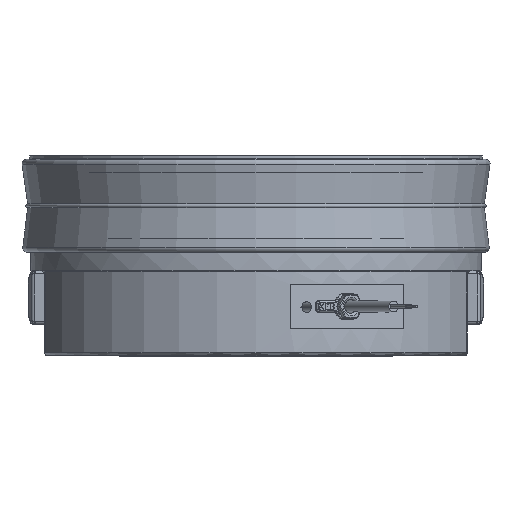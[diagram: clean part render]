
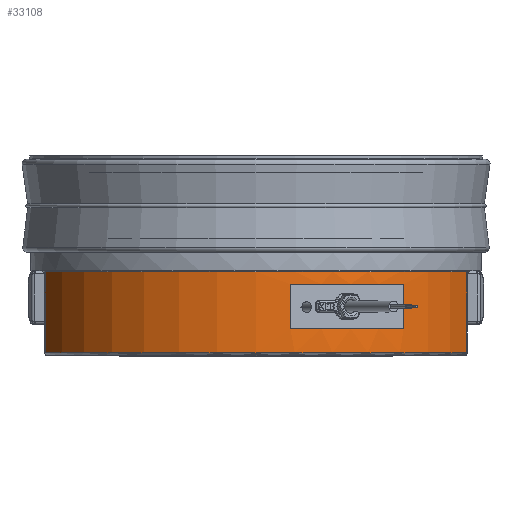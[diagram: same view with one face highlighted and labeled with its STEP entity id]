
A CAD part, front view. The second image highlights one B-rep face of the part: STEP entity #33108.
In plain terms, the highlighted cylindrical face has radius 126 mm (diameter 252 mm), a partial arc.
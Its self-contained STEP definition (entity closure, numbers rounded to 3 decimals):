
#269 = CARTESIAN_POINT ( 'NONE',  ( -19.287, -124.515, 27.5 ) ) ;
#1973 = EDGE_CURVE ( 'NONE', #10450, #29609, #26151, .T. ) ;
#2204 = DIRECTION ( 'NONE',  ( 0., 0., -1. ) ) ;
#3382 = VERTEX_POINT ( 'NONE', #22582 ) ;
#3877 = LINE ( 'NONE', #10282, #24023 ) ;
#4416 = EDGE_CURVE ( 'NONE', #52378, #63399, #62002, .T. ) ;
#5426 = CARTESIAN_POINT ( 'NONE',  ( 0., 0., 0. ) ) ;
#6720 = ORIENTED_EDGE ( 'NONE', *, *, #40387, .T. ) ;
#6740 = DIRECTION ( 'NONE',  ( -1., 0., 0. ) ) ;
#8945 = DIRECTION ( 'NONE',  ( 0., 0., 1. ) ) ;
#9833 = FACE_BOUND ( 'NONE', #14253, .T. ) ;
#10282 = CARTESIAN_POINT ( 'NONE',  ( 118.294, -43.388, 0. ) ) ;
#10450 = VERTEX_POINT ( 'NONE', #55121 ) ;
#11135 = DIRECTION ( 'NONE',  ( 0., 0., -1. ) ) ;
#12541 = ORIENTED_EDGE ( 'NONE', *, *, #41703, .F. ) ;
#13393 = VECTOR ( 'NONE', #38249, 1000. ) ;
#13489 = DIRECTION ( 'NONE',  ( 0., 0., -1. ) ) ;
#14173 = CYLINDRICAL_SURFACE ( 'NONE', #24902, 126. ) ;
#14253 = EDGE_LOOP ( 'NONE', ( #12541, #39941, #34210, #45961 ) ) ;
#14471 = VECTOR ( 'NONE', #58509, 1000. ) ;
#16057 = DIRECTION ( 'NONE',  ( -1., 0., 0. ) ) ;
#16899 = VERTEX_POINT ( 'NONE', #51839 ) ;
#17168 = DIRECTION ( 'NONE',  ( 1., 0., 0. ) ) ;
#17569 = CARTESIAN_POINT ( 'NONE',  ( 0., 0., 66. ) ) ;
#18784 = CARTESIAN_POINT ( 'NONE',  ( -19.287, -124.515, 0. ) ) ;
#20132 = CARTESIAN_POINT ( 'NONE',  ( -82.987, -94.811, 0. ) ) ;
#20460 = DIRECTION ( 'NONE',  ( 0., 0., -1. ) ) ;
#20476 = VERTEX_POINT ( 'NONE', #46920 ) ;
#22207 = ORIENTED_EDGE ( 'NONE', *, *, #1973, .F. ) ;
#22582 = CARTESIAN_POINT ( 'NONE',  ( -82.987, -94.811, 52.5 ) ) ;
#22838 = DIRECTION ( 'NONE',  ( -1., 0., 0. ) ) ;
#23172 = VECTOR ( 'NONE', #20460, 1000. ) ;
#24023 = VECTOR ( 'NONE', #8945, 1000. ) ;
#24359 = EDGE_CURVE ( 'NONE', #20476, #29609, #39582, .T. ) ;
#24902 = AXIS2_PLACEMENT_3D ( 'NONE', #5426, #30128, #50561 ) ;
#25168 = EDGE_CURVE ( 'NONE', #3382, #50406, #42162, .T. ) ;
#25388 = CIRCLE ( 'NONE', #40394, 126. ) ;
#26151 = CIRCLE ( 'NONE', #40095, 126. ) ;
#26873 = CARTESIAN_POINT ( 'NONE',  ( 0., 0., 52.5 ) ) ;
#26972 = CARTESIAN_POINT ( 'NONE',  ( -19.287, -124.515, 52.5 ) ) ;
#27801 = LINE ( 'NONE', #18784, #14471 ) ;
#29338 = AXIS2_PLACEMENT_3D ( 'NONE', #26873, #63234, #22838 ) ;
#29609 = VERTEX_POINT ( 'NONE', #43962 ) ;
#30128 = DIRECTION ( 'NONE',  ( 0., 0., -1. ) ) ;
#33108 = ADVANCED_FACE ( 'NONE', ( #61186, #9833 ), #14173, .T. ) ;
#34210 = ORIENTED_EDGE ( 'NONE', *, *, #57409, .F. ) ;
#38249 = DIRECTION ( 'NONE',  ( 0., 0., -1. ) ) ;
#39582 = LINE ( 'NONE', #54545, #13393 ) ;
#39941 = ORIENTED_EDGE ( 'NONE', *, *, #25168, .T. ) ;
#40095 = AXIS2_PLACEMENT_3D ( 'NONE', #52213, #11135, #6740 ) ;
#40387 = EDGE_CURVE ( 'NONE', #10450, #16899, #3877, .T. ) ;
#40394 = AXIS2_PLACEMENT_3D ( 'NONE', #17569, #2204, #16057 ) ;
#41703 = EDGE_CURVE ( 'NONE', #3382, #63399, #45853, .T. ) ;
#41788 = AXIS2_PLACEMENT_3D ( 'NONE', #58549, #13489, #17168 ) ;
#41985 = EDGE_CURVE ( 'NONE', #16899, #20476, #25388, .T. ) ;
#42162 = CIRCLE ( 'NONE', #29338, 126. ) ;
#43962 = CARTESIAN_POINT ( 'NONE',  ( -118.294, -43.388, 20.5 ) ) ;
#45853 = LINE ( 'NONE', #20132, #23172 ) ;
#45961 = ORIENTED_EDGE ( 'NONE', *, *, #4416, .T. ) ;
#46920 = CARTESIAN_POINT ( 'NONE',  ( -118.294, -43.388, 66. ) ) ;
#50406 = VERTEX_POINT ( 'NONE', #26972 ) ;
#50561 = DIRECTION ( 'NONE',  ( -1., 0., 0. ) ) ;
#51839 = CARTESIAN_POINT ( 'NONE',  ( 118.294, -43.388, 66. ) ) ;
#52213 = CARTESIAN_POINT ( 'NONE',  ( 0., 0., 20.5 ) ) ;
#52378 = VERTEX_POINT ( 'NONE', #269 ) ;
#53158 = ORIENTED_EDGE ( 'NONE', *, *, #41985, .T. ) ;
#54545 = CARTESIAN_POINT ( 'NONE',  ( -118.294, -43.388, 0. ) ) ;
#55121 = CARTESIAN_POINT ( 'NONE',  ( 118.294, -43.388, 20.5 ) ) ;
#56208 = CARTESIAN_POINT ( 'NONE',  ( -82.987, -94.811, 27.5 ) ) ;
#57409 = EDGE_CURVE ( 'NONE', #52378, #50406, #27801, .T. ) ;
#58379 = ORIENTED_EDGE ( 'NONE', *, *, #24359, .T. ) ;
#58509 = DIRECTION ( 'NONE',  ( 0., 0., 1. ) ) ;
#58549 = CARTESIAN_POINT ( 'NONE',  ( 0., 0., 27.5 ) ) ;
#61186 = FACE_OUTER_BOUND ( 'NONE', #62116, .T. ) ;
#62002 = CIRCLE ( 'NONE', #41788, 126. ) ;
#62116 = EDGE_LOOP ( 'NONE', ( #22207, #6720, #53158, #58379 ) ) ;
#63234 = DIRECTION ( 'NONE',  ( 0., 0., 1. ) ) ;
#63399 = VERTEX_POINT ( 'NONE', #56208 ) ;
